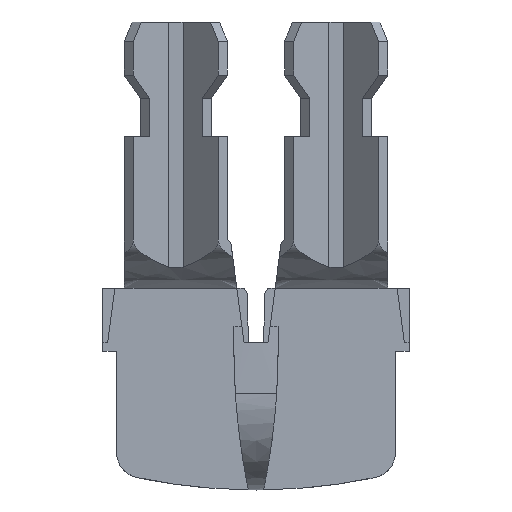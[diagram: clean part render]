
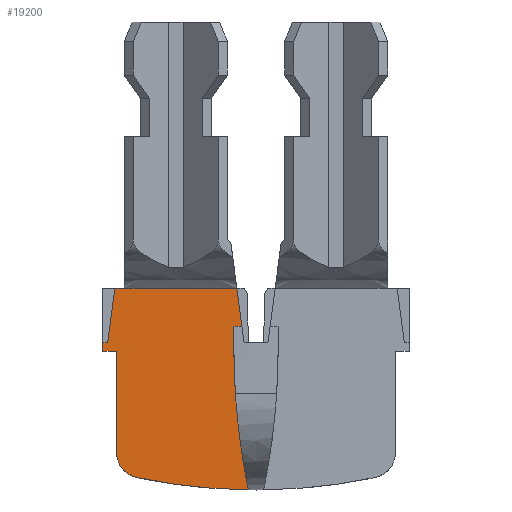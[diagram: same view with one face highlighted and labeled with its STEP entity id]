
A CAD part, top view. The second image highlights one B-rep face of the part: STEP entity #19200.
In plain terms, the highlighted face is planar.
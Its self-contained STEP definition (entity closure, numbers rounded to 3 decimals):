
#2200=CARTESIAN_POINT('',(95.357,140.395,
31.076));
#2210=VERTEX_POINT('',#2200);
#2590=CARTESIAN_POINT('',(95.357,136.481,
34.25));
#2600=VERTEX_POINT('',#2590);
#2630=CARTESIAN_POINT('',(95.357,136.481,
30.25));
#2640=DIRECTION('',(1.,0.,0.));
#2650=DIRECTION('',(0.,-1.,0.));
#2660=AXIS2_PLACEMENT_3D('',#2630,#2640,#2650);
#2670=CIRCLE('',#2660,4.);
#2680=EDGE_CURVE('',#2210,#2600,#2670,.T.);
#3060=CARTESIAN_POINT('',(95.357,119.415,
36.4));
#3070=VERTEX_POINT('',#3060);
#3100=CARTESIAN_POINT('',(95.357,0.,36.4));
#3110=DIRECTION('',(0.,1.,0.));
#3120=VECTOR('',#3110,1.);
#3130=LINE('',#3100,#3120);
#3140=CARTESIAN_POINT('',(95.357,120.715,
36.4));
#3150=VERTEX_POINT('',#3140);
#3160=EDGE_CURVE('',#3070,#3150,#3130,.T.);
#13860=CARTESIAN_POINT('',(95.357,142.325,
13.695));
#13870=VERTEX_POINT('',#13860);
#13900=CARTESIAN_POINT('',(95.357,119.415,
-99.));
#13910=DIRECTION('',(-1.,0.,0.));
#13920=DIRECTION('',(0.,0.,-1.));
#13930=AXIS2_PLACEMENT_3D('',#13900,#13910,#13920);
#13940=CIRCLE('',#13930,115.);
#13950=CARTESIAN_POINT('',(95.357,119.415,
16.));
#13960=VERTEX_POINT('',#13950);
#13970=EDGE_CURVE('',#13960,#13870,#13940,.T.);
#16260=CARTESIAN_POINT('',(95.357,120.715,
34.25));
#16270=VERTEX_POINT('',#16260);
#16300=CARTESIAN_POINT('',(95.357,0.,34.25));
#16310=DIRECTION('',(0.,1.,0.));
#16320=VECTOR('',#16310,1.);
#16330=LINE('',#16300,#16320);
#16340=EDGE_CURVE('',#16270,#2600,#16330,.T.);
#16570=CARTESIAN_POINT('',(95.357,116.865,
14.7));
#16580=VERTEX_POINT('',#16570);
#16670=CARTESIAN_POINT('',(95.357,116.865,
16.));
#16680=VERTEX_POINT('',#16670);
#16710=CARTESIAN_POINT('',(95.357,116.865,0.));
#16720=DIRECTION('',(0.,0.,1.));
#16730=VECTOR('',#16720,1.);
#16740=LINE('',#16710,#16730);
#16750=CARTESIAN_POINT('',(95.357,116.865,
15.972));
#16760=VERTEX_POINT('',#16750);
#16770=EDGE_CURVE('',#16760,#16680,#16740,.T.);
#16790=CARTESIAN_POINT('',(95.357,116.865,0.));
#16800=DIRECTION('',(0.,0.,1.));
#16810=VECTOR('',#16800,1.);
#16820=LINE('',#16790,#16810);
#16830=EDGE_CURVE('',#16580,#16760,#16820,.T.);
#17640=CARTESIAN_POINT('',(95.357,110.865,0.));
#17650=DIRECTION('',(0.,0.,1.));
#17660=VECTOR('',#17650,1.);
#17670=LINE('',#17640,#17660);
#18620=CARTESIAN_POINT('',(95.357,129.565,
-0.125));
#18630=DIRECTION('',(-1.,0.,0.));
#18640=DIRECTION('',(0.,0.,-1.));
#18650=AXIS2_PLACEMENT_3D('',#18620,#18630,#18640);
#18660=PLANE('',#18650);
#18670=ORIENTED_EDGE('',*,*,#16770,.F.);
#18680=CARTESIAN_POINT('',(95.357,0.,16.));
#18690=DIRECTION('',(0.,1.,0.));
#18700=VECTOR('',#18690,1.);
#18710=LINE('',#18680,#18700);
#18720=EDGE_CURVE('',#16680,#13960,#18710,.T.);
#18730=ORIENTED_EDGE('',*,*,#18720,.F.);
#18740=ORIENTED_EDGE('',*,*,#13970,.F.);
#18750=CARTESIAN_POINT('',(95.357,52.333,
12.5));
#18760=DIRECTION('',(-1.,0.,0.));
#18770=DIRECTION('',(0.,0.,-1.));
#18780=AXIS2_PLACEMENT_3D('',#18750,#18760,#18770);
#18790=CIRCLE('',#18780,90.);
#18800=EDGE_CURVE('',#2210,#13870,#18790,.T.);
#18810=ORIENTED_EDGE('',*,*,#18800,.T.);
#18820=ORIENTED_EDGE('',*,*,#2680,.F.);
#18830=ORIENTED_EDGE('',*,*,#16340,.T.);
#18840=CARTESIAN_POINT('',(95.357,120.715,0.));
#18850=DIRECTION('',(0.,0.,-1.));
#18860=VECTOR('',#18850,1.);
#18870=LINE('',#18840,#18860);
#18880=EDGE_CURVE('',#3150,#16270,#18870,.T.);
#18890=ORIENTED_EDGE('',*,*,#18880,.T.);
#18900=ORIENTED_EDGE('',*,*,#3160,.T.);
#18910=CARTESIAN_POINT('',(95.357,119.415,0.));
#18920=DIRECTION('',(0.,0.,1.));
#18930=VECTOR('',#18920,1.);
#18940=LINE('',#18910,#18930);
#18950=CARTESIAN_POINT('',(95.357,119.415,
35.642));
#18960=VERTEX_POINT('',#18950);
#18970=EDGE_CURVE('',#18960,#3070,#18940,.T.);
#18980=ORIENTED_EDGE('',*,*,#18970,.T.);
#18990=CARTESIAN_POINT('',(95.357,0.,19.892));
#19000=DIRECTION('',(0.,0.991,
0.131));
#19010=VECTOR('',#19000,1.);
#19020=LINE('',#18990,#19010);
#19030=CARTESIAN_POINT('',(95.357,110.865,
34.515));
#19040=VERTEX_POINT('',#19030);
#19050=EDGE_CURVE('',#19040,#18960,#19020,.T.);
#19060=ORIENTED_EDGE('',*,*,#19050,.T.);
#19070=CARTESIAN_POINT('',(95.357,110.865,
15.491));
#19080=VERTEX_POINT('',#19070);
#19090=EDGE_CURVE('',#19080,#19040,#17670,.T.);
#19100=ORIENTED_EDGE('',*,*,#19090,.T.);
#19110=CARTESIAN_POINT('',(95.357,0.,30.114));
#19120=DIRECTION('',(0.,-0.991,
0.131));
#19130=VECTOR('',#19120,1.);
#19140=LINE('',#19110,#19130);
#19150=EDGE_CURVE('',#16580,#19080,#19140,.T.);
#19160=ORIENTED_EDGE('',*,*,#19150,.T.);
#19170=ORIENTED_EDGE('',*,*,#16830,.F.);
#19180=EDGE_LOOP('',(#19170,#19160,#19100,#19060,#18980,#18900,#18890,
#18830,#18820,#18810,#18740,#18730,#18670));
#19190=FACE_OUTER_BOUND('',#19180,.T.);
#19200=ADVANCED_FACE('',(#19190),#18660,.T.);
